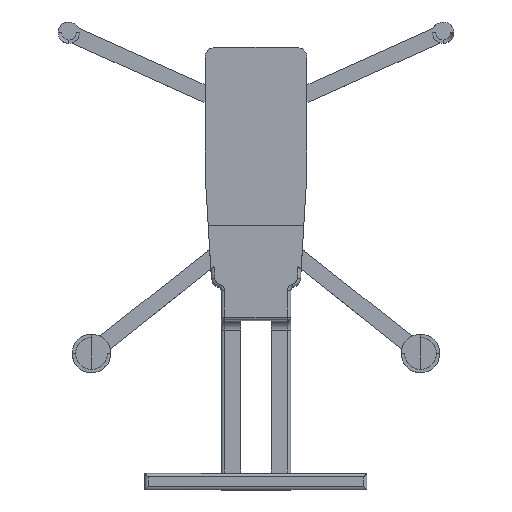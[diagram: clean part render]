
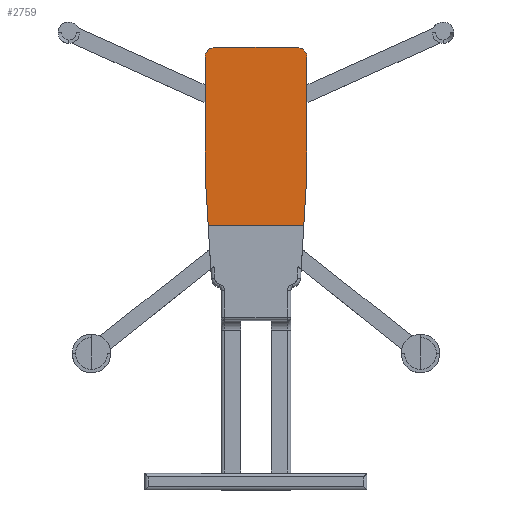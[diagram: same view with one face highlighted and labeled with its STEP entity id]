
A CAD part, top view. The second image highlights one B-rep face of the part: STEP entity #2759.
In plain terms, the highlighted planar face has unit normal (0, 0, 1).
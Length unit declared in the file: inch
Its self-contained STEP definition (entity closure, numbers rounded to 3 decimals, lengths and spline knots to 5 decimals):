
#2 = ORIENTED_EDGE ( 'NONE', *, *, #3243, .T. ) ;
#6 = CARTESIAN_POINT ( 'NONE',  ( 1.32689, -4.09293, 0.1 ) ) ;
#12 = AXIS2_PLACEMENT_3D ( 'NONE', #135, #1240, #1853 ) ;
#72 = DIRECTION ( 'NONE',  ( 0., 0., -1. ) ) ;
#97 = VECTOR ( 'NONE', #1440, 39.37008 ) ;
#120 = CARTESIAN_POINT ( 'NONE',  ( -1.19, 4.425, 0.1 ) ) ;
#135 = CARTESIAN_POINT ( 'NONE',  ( -1.19, 4.125, 0.1 ) ) ;
#186 = FACE_OUTER_BOUND ( 'NONE', #789, .T. ) ;
#287 = VERTEX_POINT ( 'NONE', #545 ) ;
#480 = CARTESIAN_POINT ( 'NONE',  ( 1.31, 4.425, 0.1 ) ) ;
#491 = EDGE_CURVE ( 'NONE', #2681, #1380, #3619, .T. ) ;
#545 = CARTESIAN_POINT ( 'NONE',  ( -1.49, 4.125, 0.1 ) ) ;
#547 = DIRECTION ( 'NONE',  ( -1., 0., 0. ) ) ;
#610 = VERTEX_POINT ( 'NONE', #2636 ) ;
#646 = ORIENTED_EDGE ( 'NONE', *, *, #2995, .T. ) ;
#678 = AXIS2_PLACEMENT_3D ( 'NONE', #2580, #72, #1219 ) ;
#789 = EDGE_LOOP ( 'NONE', ( #1254, #996, #2772, #646, #1557, #2, #2077, #3662 ) ) ;
#822 = AXIS2_PLACEMENT_3D ( 'NONE', #1269, #3279, #1848 ) ;
#841 = CARTESIAN_POINT ( 'NONE',  ( 5.75, -1., 0.1 ) ) ;
#962 = VERTEX_POINT ( 'NONE', #2569 ) ;
#983 = VECTOR ( 'NONE', #3107, 39.37008 ) ;
#996 = ORIENTED_EDGE ( 'NONE', *, *, #1299, .T. ) ;
#1012 = CARTESIAN_POINT ( 'NONE',  ( 1.31, 4.425, 0.1 ) ) ;
#1095 = CARTESIAN_POINT ( 'NONE',  ( -1.39206, -1., 0.1 ) ) ;
#1178 = VECTOR ( 'NONE', #547, 39.37008 ) ;
#1219 = DIRECTION ( 'NONE',  ( -1., 0., 0. ) ) ;
#1240 = DIRECTION ( 'NONE',  ( 0., 0., 1. ) ) ;
#1254 = ORIENTED_EDGE ( 'NONE', *, *, #2853, .T. ) ;
#1269 = CARTESIAN_POINT ( 'NONE',  ( 5.75, 4.875, 0.1 ) ) ;
#1299 = EDGE_CURVE ( 'NONE', #3351, #962, #3416, .T. ) ;
#1329 = PLANE ( 'NONE',  #822 ) ;
#1367 = CARTESIAN_POINT ( 'NONE',  ( -1.49, 0.63593, 0.1 ) ) ;
#1380 = VERTEX_POINT ( 'NONE', #2001 ) ;
#1399 = LINE ( 'NONE', #1696, #2012 ) ;
#1440 = DIRECTION ( 'NONE',  ( 0.06, 0.998, 0. ) ) ;
#1557 = ORIENTED_EDGE ( 'NONE', *, *, #491, .F. ) ;
#1639 = VERTEX_POINT ( 'NONE', #120 ) ;
#1696 = CARTESIAN_POINT ( 'NONE',  ( -1.49, 0.63593, 0.1 ) ) ;
#1753 = CIRCLE ( 'NONE', #12, 0.3 ) ;
#1767 = CARTESIAN_POINT ( 'NONE',  ( 1.61, 0.63593, 0.1 ) ) ;
#1848 = DIRECTION ( 'NONE',  ( -1., 0., 0. ) ) ;
#1853 = DIRECTION ( 'NONE',  ( 1., 0., 0. ) ) ;
#1919 = LINE ( 'NONE', #480, #1178 ) ;
#2001 = CARTESIAN_POINT ( 'NONE',  ( 1.61, 4.125, 0.1 ) ) ;
#2012 = VECTOR ( 'NONE', #2541, 39.37008 ) ;
#2077 = ORIENTED_EDGE ( 'NONE', *, *, #3537, .T. ) ;
#2236 = VECTOR ( 'NONE', #3534, 39.37008 ) ;
#2241 = VERTEX_POINT ( 'NONE', #1367 ) ;
#2441 = VECTOR ( 'NONE', #2633, 39.37008 ) ;
#2541 = DIRECTION ( 'NONE',  ( 0.06, -0.998, 0. ) ) ;
#2569 = CARTESIAN_POINT ( 'NONE',  ( 1.51206, -1., 0.1 ) ) ;
#2570 = EDGE_CURVE ( 'NONE', #962, #610, #2639, .T. ) ;
#2580 = CARTESIAN_POINT ( 'NONE',  ( 1.31, 4.125, 0.1 ) ) ;
#2633 = DIRECTION ( 'NONE',  ( 0., 1., 0. ) ) ;
#2636 = CARTESIAN_POINT ( 'NONE',  ( 1.61, 0.63593, 0.1 ) ) ;
#2639 = LINE ( 'NONE', #6, #97 ) ;
#2681 = VERTEX_POINT ( 'NONE', #1012 ) ;
#2726 = CARTESIAN_POINT ( 'NONE',  ( -1.49, 4.125, 0.1 ) ) ;
#2759 = ADVANCED_FACE ( 'NONE', ( #186 ), #1329, .F. ) ;
#2772 = ORIENTED_EDGE ( 'NONE', *, *, #2570, .T. ) ;
#2853 = EDGE_CURVE ( 'NONE', #2241, #3351, #1399, .T. ) ;
#2995 = EDGE_CURVE ( 'NONE', #610, #1380, #3520, .T. ) ;
#3107 = DIRECTION ( 'NONE',  ( 1., 0., 0. ) ) ;
#3243 = EDGE_CURVE ( 'NONE', #2681, #1639, #1919, .T. ) ;
#3279 = DIRECTION ( 'NONE',  ( 0., 0., -1. ) ) ;
#3351 = VERTEX_POINT ( 'NONE', #1095 ) ;
#3416 = LINE ( 'NONE', #841, #983 ) ;
#3520 = LINE ( 'NONE', #1767, #2441 ) ;
#3534 = DIRECTION ( 'NONE',  ( 0., -1., 0. ) ) ;
#3537 = EDGE_CURVE ( 'NONE', #1639, #287, #1753, .T. ) ;
#3587 = EDGE_CURVE ( 'NONE', #287, #2241, #3591, .T. ) ;
#3591 = LINE ( 'NONE', #2726, #2236 ) ;
#3619 = CIRCLE ( 'NONE', #678, 0.3 ) ;
#3662 = ORIENTED_EDGE ( 'NONE', *, *, #3587, .T. ) ;
